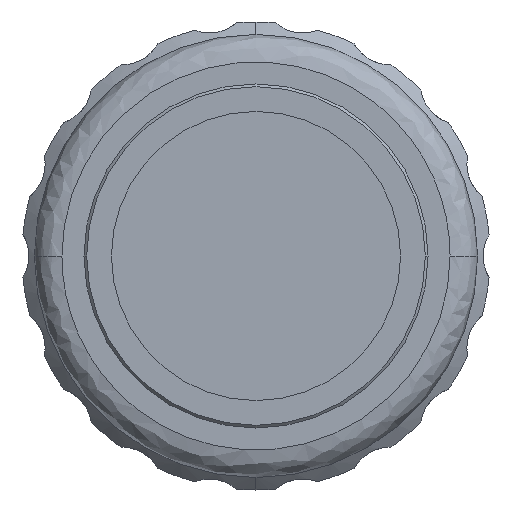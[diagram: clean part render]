
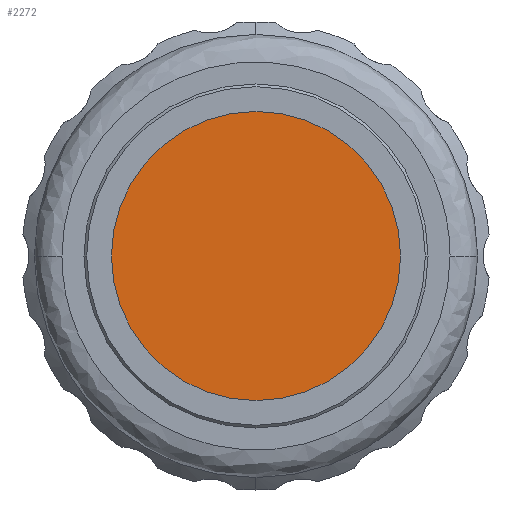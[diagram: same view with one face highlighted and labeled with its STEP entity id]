
A CAD part, front view. The second image highlights one B-rep face of the part: STEP entity #2272.
In plain terms, the highlighted planar face has unit normal (0, -1, 0).
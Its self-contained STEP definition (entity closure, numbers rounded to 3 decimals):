
#13 = CIRCLE ( 'NONE', #547, 10.5 ) ;
#28 = DIRECTION ( 'NONE',  ( 0., -1., 0. ) ) ;
#282 = AXIS2_PLACEMENT_3D ( 'NONE', #353, #1788, #380 ) ;
#347 = ORIENTED_EDGE ( 'NONE', *, *, #971, .T. ) ;
#353 = CARTESIAN_POINT ( 'NONE',  ( 0., -61.5, 0. ) ) ;
#380 = DIRECTION ( 'NONE',  ( 0., 0., -1. ) ) ;
#420 = CARTESIAN_POINT ( 'NONE',  ( 0., -61.5, 0. ) ) ;
#547 = AXIS2_PLACEMENT_3D ( 'NONE', #420, #2024, #1154 ) ;
#971 = EDGE_CURVE ( 'NONE', #1178, #1463, #13, .T. ) ;
#1154 = DIRECTION ( 'NONE',  ( 0., 0., -1. ) ) ;
#1178 = VERTEX_POINT ( 'NONE', #2316 ) ;
#1463 = VERTEX_POINT ( 'NONE', #2480 ) ;
#1551 = AXIS2_PLACEMENT_3D ( 'NONE', #2792, #28, #1638 ) ;
#1638 = DIRECTION ( 'NONE',  ( 0., 0., -1. ) ) ;
#1702 = EDGE_LOOP ( 'NONE', ( #2670, #347 ) ) ;
#1788 = DIRECTION ( 'NONE',  ( 0., -1., 0. ) ) ;
#1984 = CIRCLE ( 'NONE', #1551, 10.5 ) ;
#2024 = DIRECTION ( 'NONE',  ( 0., -1., 0. ) ) ;
#2272 = ADVANCED_FACE ( 'NONE', ( #2673 ), #2463, .T. ) ;
#2316 = CARTESIAN_POINT ( 'NONE',  ( 0., -61.5, 10.5 ) ) ;
#2458 = EDGE_CURVE ( 'NONE', #1463, #1178, #1984, .T. ) ;
#2463 = PLANE ( 'NONE',  #282 ) ;
#2480 = CARTESIAN_POINT ( 'NONE',  ( 0., -61.5, -10.5 ) ) ;
#2670 = ORIENTED_EDGE ( 'NONE', *, *, #2458, .T. ) ;
#2673 = FACE_OUTER_BOUND ( 'NONE', #1702, .T. ) ;
#2792 = CARTESIAN_POINT ( 'NONE',  ( 0., -61.5, 0. ) ) ;
